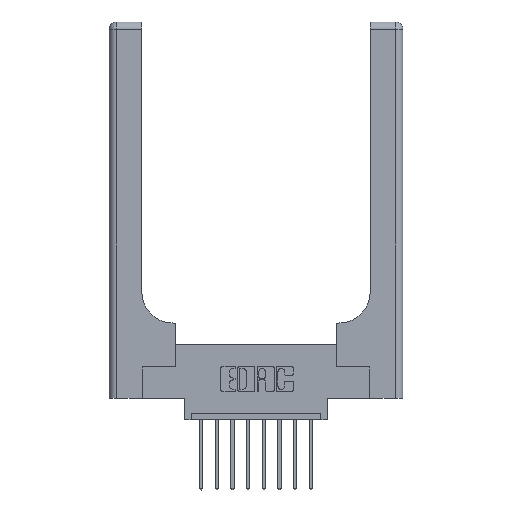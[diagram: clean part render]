
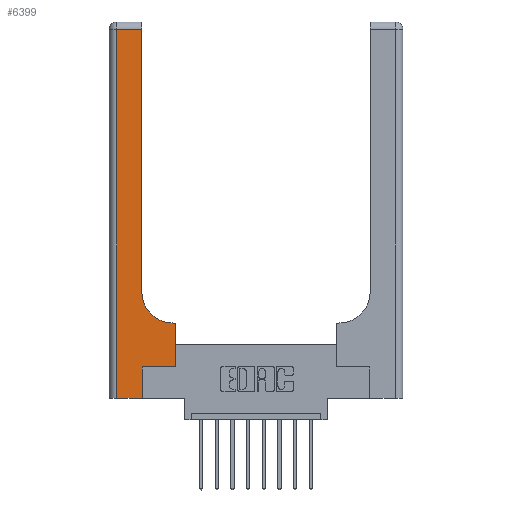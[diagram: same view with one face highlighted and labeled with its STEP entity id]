
A CAD part, top view. The second image highlights one B-rep face of the part: STEP entity #6399.
In plain terms, the highlighted planar face has unit normal (0, 0, 1).
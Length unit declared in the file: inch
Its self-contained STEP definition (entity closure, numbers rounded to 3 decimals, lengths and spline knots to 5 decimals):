
#559 = LINE ( 'NONE', #5169, #3959 ) ;
#638 = DIRECTION ( 'NONE',  ( -1., 0., 0. ) ) ;
#729 = EDGE_CURVE ( 'NONE', #13190, #2976, #5023, .T. ) ;
#1070 = AXIS2_PLACEMENT_3D ( 'NONE', #7726, #8885, #7874 ) ;
#1162 = ORIENTED_EDGE ( 'NONE', *, *, #7466, .T. ) ;
#1351 = EDGE_LOOP ( 'NONE', ( #10407, #1162, #12611, #9950, #5111, #13836, #6728, #14839, #6122 ) ) ;
#1384 = VECTOR ( 'NONE', #638, 39.37008 ) ;
#1817 = DIRECTION ( 'NONE',  ( 0., 1., 0. ) ) ;
#2479 = CIRCLE ( 'NONE', #1070, 0.25 ) ;
#2846 = EDGE_CURVE ( 'NONE', #3280, #5276, #6935, .T. ) ;
#2976 = VERTEX_POINT ( 'NONE', #14887 ) ;
#3146 = CARTESIAN_POINT ( 'NONE',  ( 0.26, 2.94, 0.37 ) ) ;
#3280 = VERTEX_POINT ( 'NONE', #14278 ) ;
#3288 = VECTOR ( 'NONE', #13590, 39.37008 ) ;
#3551 = CARTESIAN_POINT ( 'NONE',  ( 0.06, 3., 0.37 ) ) ;
#3668 = VERTEX_POINT ( 'NONE', #7116 ) ;
#3671 = VERTEX_POINT ( 'NONE', #5954 ) ;
#3959 = VECTOR ( 'NONE', #14576, 39.37008 ) ;
#4131 = CARTESIAN_POINT ( 'NONE',  ( 0., 2.94, 0.37 ) ) ;
#4431 = DIRECTION ( 'NONE',  ( 0., 0., -1. ) ) ;
#4484 = CARTESIAN_POINT ( 'NONE',  ( 0., 0., 0.37 ) ) ;
#5023 = LINE ( 'NONE', #3551, #14205 ) ;
#5111 = ORIENTED_EDGE ( 'NONE', *, *, #8969, .T. ) ;
#5169 = CARTESIAN_POINT ( 'NONE',  ( 0.26, 0.6, 0.37 ) ) ;
#5276 = VERTEX_POINT ( 'NONE', #3146 ) ;
#5748 = VECTOR ( 'NONE', #1817, 39.37008 ) ;
#5954 = CARTESIAN_POINT ( 'NONE',  ( 0.265, 0.25, 0.37 ) ) ;
#6122 = ORIENTED_EDGE ( 'NONE', *, *, #6422, .T. ) ;
#6339 = LINE ( 'NONE', #7807, #3288 ) ;
#6399 = ADVANCED_FACE ( 'NONE', ( #9852 ), #7774, .F. ) ;
#6422 = EDGE_CURVE ( 'NONE', #6470, #3280, #2479, .T. ) ;
#6470 = VERTEX_POINT ( 'NONE', #12451 ) ;
#6728 = ORIENTED_EDGE ( 'NONE', *, *, #10720, .T. ) ;
#6790 = DIRECTION ( 'NONE',  ( 1., 0., 0. ) ) ;
#6833 = LINE ( 'NONE', #4484, #8079 ) ;
#6935 = LINE ( 'NONE', #14347, #11979 ) ;
#7116 = CARTESIAN_POINT ( 'NONE',  ( 0.265, 0., 0.37 ) ) ;
#7456 = CARTESIAN_POINT ( 'NONE',  ( 0.06, 2.94, 0.37 ) ) ;
#7466 = EDGE_CURVE ( 'NONE', #5276, #13190, #8356, .T. ) ;
#7493 = AXIS2_PLACEMENT_3D ( 'NONE', #14741, #4431, #14785 ) ;
#7726 = CARTESIAN_POINT ( 'NONE',  ( 0.51, 0.85, 0.37 ) ) ;
#7756 = CARTESIAN_POINT ( 'NONE',  ( 0.528, 0.6, 0.37 ) ) ;
#7774 = PLANE ( 'NONE',  #7493 ) ;
#7807 = CARTESIAN_POINT ( 'NONE',  ( 0.265, 0., 0.37 ) ) ;
#7874 = DIRECTION ( 'NONE',  ( 1., 0., 0. ) ) ;
#8079 = VECTOR ( 'NONE', #6790, 39.37008 ) ;
#8356 = LINE ( 'NONE', #4131, #1384 ) ;
#8885 = DIRECTION ( 'NONE',  ( 0., 0., -1. ) ) ;
#8969 = EDGE_CURVE ( 'NONE', #3668, #3671, #6339, .T. ) ;
#9081 = VERTEX_POINT ( 'NONE', #7756 ) ;
#9152 = LINE ( 'NONE', #14598, #11845 ) ;
#9394 = DIRECTION ( 'NONE',  ( 0., -1., 0. ) ) ;
#9831 = VERTEX_POINT ( 'NONE', #11445 ) ;
#9852 = FACE_OUTER_BOUND ( 'NONE', #1351, .T. ) ;
#9950 = ORIENTED_EDGE ( 'NONE', *, *, #11539, .T. ) ;
#10407 = ORIENTED_EDGE ( 'NONE', *, *, #2846, .T. ) ;
#10715 = EDGE_CURVE ( 'NONE', #9081, #6470, #559, .T. ) ;
#10720 = EDGE_CURVE ( 'NONE', #9831, #9081, #14219, .T. ) ;
#11445 = CARTESIAN_POINT ( 'NONE',  ( 0.528, 0.25, 0.37 ) ) ;
#11539 = EDGE_CURVE ( 'NONE', #2976, #3668, #6833, .T. ) ;
#11756 = EDGE_CURVE ( 'NONE', #3671, #9831, #9152, .T. ) ;
#11845 = VECTOR ( 'NONE', #13359, 39.37008 ) ;
#11979 = VECTOR ( 'NONE', #12172, 39.37008 ) ;
#12151 = CARTESIAN_POINT ( 'NONE',  ( 0.528, 0.25, 0.37 ) ) ;
#12172 = DIRECTION ( 'NONE',  ( 0., 1., 0. ) ) ;
#12451 = CARTESIAN_POINT ( 'NONE',  ( 0.51, 0.6, 0.37 ) ) ;
#12611 = ORIENTED_EDGE ( 'NONE', *, *, #729, .T. ) ;
#13190 = VERTEX_POINT ( 'NONE', #7456 ) ;
#13359 = DIRECTION ( 'NONE',  ( 1., 0., 0. ) ) ;
#13590 = DIRECTION ( 'NONE',  ( 0., 1., 0. ) ) ;
#13836 = ORIENTED_EDGE ( 'NONE', *, *, #11756, .T. ) ;
#14205 = VECTOR ( 'NONE', #9394, 39.37008 ) ;
#14219 = LINE ( 'NONE', #12151, #5748 ) ;
#14278 = CARTESIAN_POINT ( 'NONE',  ( 0.26, 0.85, 0.37 ) ) ;
#14347 = CARTESIAN_POINT ( 'NONE',  ( 0.26, 3., 0.37 ) ) ;
#14576 = DIRECTION ( 'NONE',  ( -1., 0., 0. ) ) ;
#14598 = CARTESIAN_POINT ( 'NONE',  ( 0.265, 0.25, 0.37 ) ) ;
#14741 = CARTESIAN_POINT ( 'NONE',  ( 0., 3., 0.37 ) ) ;
#14785 = DIRECTION ( 'NONE',  ( -1., 0., 0. ) ) ;
#14839 = ORIENTED_EDGE ( 'NONE', *, *, #10715, .T. ) ;
#14887 = CARTESIAN_POINT ( 'NONE',  ( 0.06, 0., 0.37 ) ) ;
